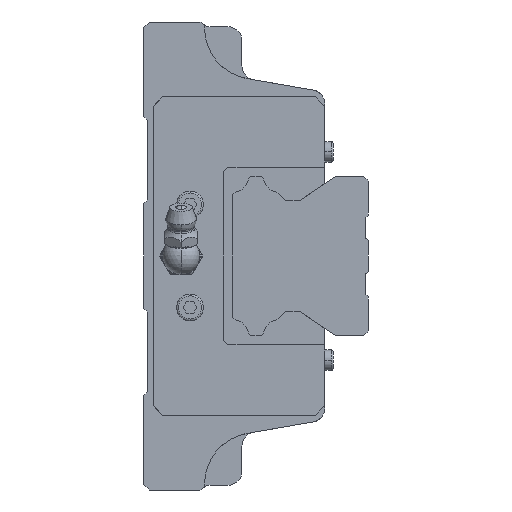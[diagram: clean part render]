
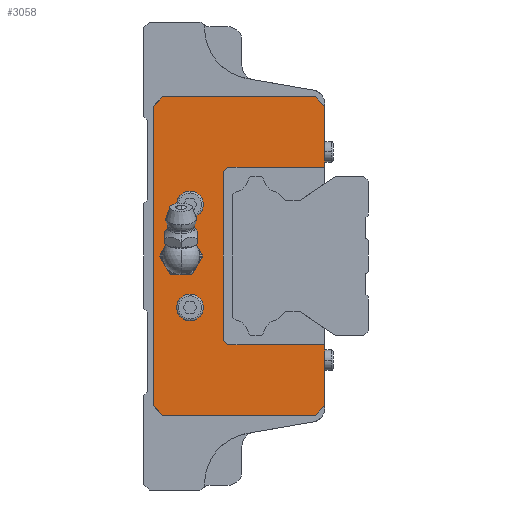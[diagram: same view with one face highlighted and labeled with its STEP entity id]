
A CAD part, left-side view. The second image highlights one B-rep face of the part: STEP entity #3058.
In plain terms, the highlighted planar face has unit normal (-1, 0, 0).
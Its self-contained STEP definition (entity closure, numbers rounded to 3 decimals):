
#2038 = EDGE_CURVE( '', #5360, #4100, #5852, .T. );
#2096 = EDGE_CURVE( '', #3812, #5090, #5916, .T. );
#2224 = EDGE_CURVE( '', #2498, #2598, #6054, .T. );
#2308 = EDGE_CURVE( '', #5440, #3174, #6143, .T. );
#2326 = VERTEX_POINT( '', #6163 );
#2422 = EDGE_CURVE( '', #3460, #3988, #6270, .T. );
#2460 = EDGE_CURVE( '', #3988, #3460, #6308, .T. );
#2498 = VERTEX_POINT( '', #6348 );
#2598 = VERTEX_POINT( '', #6457 );
#2868 = VERTEX_POINT( '', #6755 );
#2916 = EDGE_CURVE( '', #3142, #4990, #6806, .T. );
#2930 = EDGE_CURVE( '', #5440, #3142, #6820, .T. );
#3010 = EDGE_CURVE( '', #4100, #5360, #6914, .T. );
#3058 = ADVANCED_FACE( '', ( #6967, #6968, #6969, #6970 ), #6971, .F. );
#3074 = VERTEX_POINT( '', #6988 );
#3086 = EDGE_CURVE( '', #4166, #3328, #7001, .T. );
#3142 = VERTEX_POINT( '', #7061 );
#3174 = VERTEX_POINT( '', #7097 );
#3192 = VERTEX_POINT( '', #7116 );
#3328 = VERTEX_POINT( '', #7269 );
#3354 = EDGE_CURVE( '', #3192, #3074, #7300, .T. );
#3394 = EDGE_CURVE( '', #3174, #2326, #7343, .T. );
#3460 = VERTEX_POINT( '', #7416 );
#3616 = EDGE_CURVE( '', #2598, #5090, #7586, .T. );
#3812 = VERTEX_POINT( '', #7804 );
#3988 = VERTEX_POINT( '', #8002 );
#4100 = VERTEX_POINT( '', #8127 );
#4166 = VERTEX_POINT( '', #8202 );
#4230 = EDGE_CURVE( '', #4930, #4166, #8270, .T. );
#4512 = EDGE_CURVE( '', #2868, #5520, #8576, .T. );
#4582 = EDGE_CURVE( '', #3328, #3812, #8655, .T. );
#4894 = EDGE_CURVE( '', #5520, #2868, #8999, .T. );
#4930 = VERTEX_POINT( '', #9039 );
#4990 = VERTEX_POINT( '', #9102 );
#5090 = VERTEX_POINT( '', #9209 );
#5106 = EDGE_CURVE( '', #2326, #2498, #9227, .T. );
#5360 = VERTEX_POINT( '', #9506 );
#5384 = EDGE_CURVE( '', #4990, #3192, #9531, .T. );
#5440 = VERTEX_POINT( '', #9598 );
#5520 = VERTEX_POINT( '', #9686 );
#5682 = EDGE_CURVE( '', #3074, #4930, #9859, .T. );
#5852 = CIRCLE( '', #10069, 2.85 );
#5916 = LINE( '', #10168, #10169 );
#6054 = LINE( '', #10405, #10406 );
#6143 = LINE( '', #10535, #10536 );
#6163 = CARTESIAN_POINT( '', ( 54.6, 31., -18. ) );
#6270 = CIRCLE( '', #10729, 3. );
#6308 = CIRCLE( '', #10788, 3. );
#6348 = CARTESIAN_POINT( '', ( 54.6, 31., 18. ) );
#6457 = CARTESIAN_POINT( '', ( 54.6, 30., 19. ) );
#6755 = CARTESIAN_POINT( '', ( 54.6, 40.95, 11. ) );
#6806 = LINE( '', #11495, #11496 );
#6820 = LINE( '', #11518, #11519 );
#6914 = CIRCLE( '', #11643, 2.85 );
#6967 = FACE_BOUND( '', #11714, .T. );
#6968 = FACE_BOUND( '', #11715, .T. );
#6969 = FACE_BOUND( '', #11716, .T. );
#6970 = FACE_OUTER_BOUND( '', #11717, .T. );
#6971 = PLANE( '', #11718 );
#6988 = CARTESIAN_POINT( '', ( 54.6, 46., -32. ) );
#7001 = LINE( '', #11757, #11758 );
#7061 = CARTESIAN_POINT( '', ( 54.6, 9.283, -32. ) );
#7097 = CARTESIAN_POINT( '', ( 54.6, 30., -19. ) );
#7116 = CARTESIAN_POINT( '', ( 54.6, 44., -34. ) );
#7269 = CARTESIAN_POINT( '', ( 54.6, 11.283, 34. ) );
#7300 = LINE( '', #12171, #12172 );
#7343 = LINE( '', #12240, #12241 );
#7416 = CARTESIAN_POINT( '', ( 54.6, 43., 0. ) );
#7586 = LINE( '', #12596, #12597 );
#7804 = CARTESIAN_POINT( '', ( 54.6, 9.283, 32. ) );
#8002 = CARTESIAN_POINT( '', ( 54.6, 37., 0. ) );
#8127 = CARTESIAN_POINT( '', ( 54.6, 35.25, -11. ) );
#8202 = CARTESIAN_POINT( '', ( 54.6, 44., 34. ) );
#8270 = LINE( '', #13613, #13614 );
#8576 = CIRCLE( '', #14095, 2.85 );
#8655 = LINE( '', #14196, #14197 );
#8999 = CIRCLE( '', #14737, 2.85 );
#9039 = CARTESIAN_POINT( '', ( 54.6, 46., 32. ) );
#9102 = CARTESIAN_POINT( '', ( 54.6, 11.283, -34. ) );
#9209 = CARTESIAN_POINT( '', ( 54.6, 9.283, 19. ) );
#9227 = LINE( '', #15072, #15073 );
#9506 = CARTESIAN_POINT( '', ( 54.6, 40.95, -11. ) );
#9531 = LINE( '', #15516, #15517 );
#9598 = CARTESIAN_POINT( '', ( 54.6, 9.283, -19. ) );
#9686 = CARTESIAN_POINT( '', ( 54.6, 35.25, 11. ) );
#9859 = LINE( '', #16017, #16018 );
#10069 = AXIS2_PLACEMENT_3D( '', #16224, #16225, #16226 );
#10168 = CARTESIAN_POINT( '', ( 54.6, 9.283, 16.239 ) );
#10169 = VECTOR( '', #16301, 1. );
#10405 = CARTESIAN_POINT( '', ( 54.6, 29.625, 19.375 ) );
#10406 = VECTOR( '', #16436, 1. );
#10535 = CARTESIAN_POINT( '', ( 54.6, 8.392, -19. ) );
#10536 = VECTOR( '', #16537, 1. );
#10729 = AXIS2_PLACEMENT_3D( '', #16693, #16694, #16695 );
#10788 = AXIS2_PLACEMENT_3D( '', #16721, #16722, #16723 );
#11495 = CARTESIAN_POINT( '', ( 54.6, 0.837, -23.554 ) );
#11496 = VECTOR( '', #17261, 1. );
#11518 = CARTESIAN_POINT( '', ( 54.6, 9.283, 16.239 ) );
#11519 = VECTOR( '', #17268, 1. );
#11643 = AXIS2_PLACEMENT_3D( '', #17399, #17400, #17401 );
#11714 = EDGE_LOOP( '', ( #17465, #17466 ) );
#11715 = EDGE_LOOP( '', ( #17467, #17468 ) );
#11716 = EDGE_LOOP( '', ( #17469, #17470 ) );
#11717 = EDGE_LOOP( '', ( #17471, #17472, #17473, #17474, #17475, #17476, #17477, #17478, #17479, #17480, #17481, #17482, #17483, #17484 ) );
#11718 = AXIS2_PLACEMENT_3D( '', #17485, #17486, #17487 );
#11757 = CARTESIAN_POINT( '', ( 54.6, 9.492, 34. ) );
#11758 = VECTOR( '', #17513, 1. );
#12171 = CARTESIAN_POINT( '', ( 54.6, 44.375, -33.625 ) );
#12172 = VECTOR( '', #17855, 1. );
#12240 = CARTESIAN_POINT( '', ( 54.6, 29.125, -19.875 ) );
#12241 = VECTOR( '', #17892, 1. );
#12596 = CARTESIAN_POINT( '', ( 54.6, 18.75, 19. ) );
#12597 = VECTOR( '', #18150, 1. );
#13613 = CARTESIAN_POINT( '', ( 54.6, 43.375, 34.625 ) );
#13614 = VECTOR( '', #18985, 1. );
#14095 = AXIS2_PLACEMENT_3D( '', #19318, #19319, #19320 );
#14196 = CARTESIAN_POINT( '', ( 54.6, 1.837, 24.554 ) );
#14197 = VECTOR( '', #19421, 1. );
#14737 = AXIS2_PLACEMENT_3D( '', #19804, #19805, #19806 );
#15072 = CARTESIAN_POINT( '', ( 54.6, 31., -9. ) );
#15073 = VECTOR( '', #20083, 1. );
#15516 = CARTESIAN_POINT( '', ( 54.6, 25.75, -34. ) );
#15517 = VECTOR( '', #20421, 1. );
#16017 = CARTESIAN_POINT( '', ( 54.6, 46., 16. ) );
#16018 = VECTOR( '', #20754, 1. );
#16224 = CARTESIAN_POINT( '', ( 54.6, 38.1, -11. ) );
#16225 = DIRECTION( '', ( 1., 0., 0. ) );
#16226 = DIRECTION( '', ( 0., 1., 0. ) );
#16301 = DIRECTION( '', ( 0., 0., -1. ) );
#16436 = DIRECTION( '', ( 0., -0.707, 0.707 ) );
#16537 = DIRECTION( '', ( 0., 1., 0. ) );
#16693 = CARTESIAN_POINT( '', ( 54.6, 40., 0. ) );
#16694 = DIRECTION( '', ( 1., 0., 0. ) );
#16695 = DIRECTION( '', ( 0., 1., 0. ) );
#16721 = CARTESIAN_POINT( '', ( 54.6, 40., 0. ) );
#16722 = DIRECTION( '', ( 1., 0., 0. ) );
#16723 = DIRECTION( '', ( 0., 1., 0. ) );
#17261 = DIRECTION( '', ( 0., 0.707, -0.707 ) );
#17268 = DIRECTION( '', ( 0., 0., -1. ) );
#17399 = CARTESIAN_POINT( '', ( 54.6, 38.1, -11. ) );
#17400 = DIRECTION( '', ( 1., 0., 0. ) );
#17401 = DIRECTION( '', ( 0., 1., 0. ) );
#17465 = ORIENTED_EDGE( '', *, *, #2422, .T. );
#17466 = ORIENTED_EDGE( '', *, *, #2460, .T. );
#17467 = ORIENTED_EDGE( '', *, *, #4512, .T. );
#17468 = ORIENTED_EDGE( '', *, *, #4894, .T. );
#17469 = ORIENTED_EDGE( '', *, *, #2038, .T. );
#17470 = ORIENTED_EDGE( '', *, *, #3010, .T. );
#17471 = ORIENTED_EDGE( '', *, *, #2308, .T. );
#17472 = ORIENTED_EDGE( '', *, *, #3394, .T. );
#17473 = ORIENTED_EDGE( '', *, *, #5106, .T. );
#17474 = ORIENTED_EDGE( '', *, *, #2224, .T. );
#17475 = ORIENTED_EDGE( '', *, *, #3616, .T. );
#17476 = ORIENTED_EDGE( '', *, *, #2096, .F. );
#17477 = ORIENTED_EDGE( '', *, *, #4582, .F. );
#17478 = ORIENTED_EDGE( '', *, *, #3086, .F. );
#17479 = ORIENTED_EDGE( '', *, *, #4230, .F. );
#17480 = ORIENTED_EDGE( '', *, *, #5682, .F. );
#17481 = ORIENTED_EDGE( '', *, *, #3354, .F. );
#17482 = ORIENTED_EDGE( '', *, *, #5384, .F. );
#17483 = ORIENTED_EDGE( '', *, *, #2916, .F. );
#17484 = ORIENTED_EDGE( '', *, *, #2930, .F. );
#17485 = CARTESIAN_POINT( '', ( 54.6, 7.5, 0. ) );
#17486 = DIRECTION( '', ( 1., 0., 0. ) );
#17487 = DIRECTION( '', ( 0., 0., -1. ) );
#17513 = DIRECTION( '', ( 0., -1., 0. ) );
#17855 = DIRECTION( '', ( 0., 0.707, 0.707 ) );
#17892 = DIRECTION( '', ( 0., 0.707, 0.707 ) );
#18150 = DIRECTION( '', ( 0., -1., 0. ) );
#18985 = DIRECTION( '', ( 0., -0.707, 0.707 ) );
#19318 = CARTESIAN_POINT( '', ( 54.6, 38.1, 11. ) );
#19319 = DIRECTION( '', ( 1., 0., 0. ) );
#19320 = DIRECTION( '', ( 0., 1., 0. ) );
#19421 = DIRECTION( '', ( 0., -0.707, -0.707 ) );
#19804 = CARTESIAN_POINT( '', ( 54.6, 38.1, 11. ) );
#19805 = DIRECTION( '', ( 1., 0., 0. ) );
#19806 = DIRECTION( '', ( 0., 1., 0. ) );
#20083 = DIRECTION( '', ( 0., 0., 1. ) );
#20421 = DIRECTION( '', ( 0., 1., 0. ) );
#20754 = DIRECTION( '', ( 0., 0., 1. ) );
